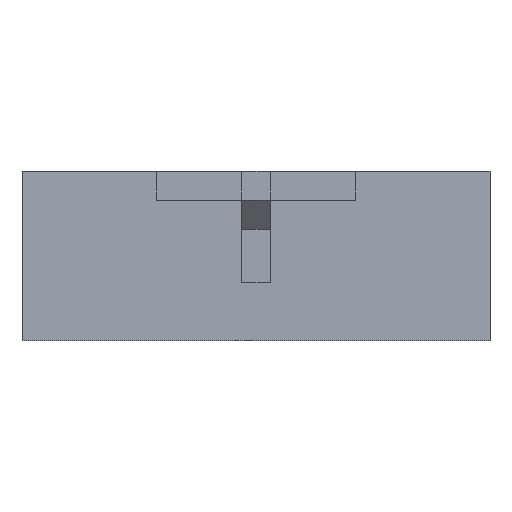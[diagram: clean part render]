
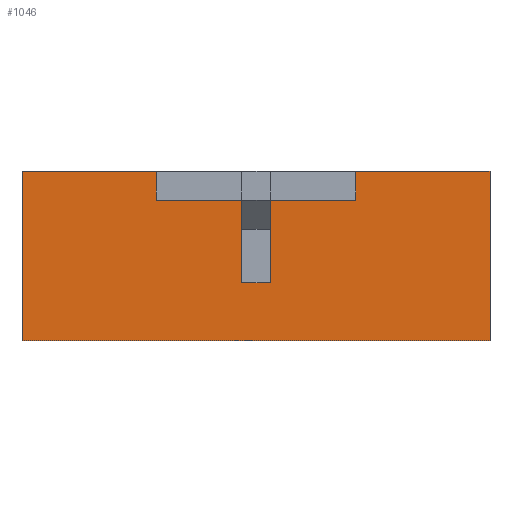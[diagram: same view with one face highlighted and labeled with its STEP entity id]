
A CAD part, left-side view. The second image highlights one B-rep face of the part: STEP entity #1046.
In plain terms, the highlighted planar face has unit normal (-1, 0, 0).
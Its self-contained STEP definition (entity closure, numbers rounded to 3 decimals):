
#773 = EDGE_CURVE('',#774,#776,#778,.T.);
#774 = VERTEX_POINT('',#775);
#775 = CARTESIAN_POINT('',(-17.26,-10.5,3.8));
#776 = VERTEX_POINT('',#777);
#777 = CARTESIAN_POINT('',(-17.26,-4.475,
    3.8));
#778 = LINE('',#779,#780);
#779 = CARTESIAN_POINT('',(-17.26,-8.3,
    3.8));
#780 = VECTOR('',#781,1.);
#781 = DIRECTION('',(0.,1.,0.));
#816 = VERTEX_POINT('',#817);
#817 = CARTESIAN_POINT('',(-17.26,10.5,3.8));
#823 = EDGE_CURVE('',#824,#816,#826,.T.);
#824 = VERTEX_POINT('',#825);
#825 = CARTESIAN_POINT('',(-17.26,4.475,3.8
    ));
#826 = LINE('',#827,#828);
#827 = CARTESIAN_POINT('',(-17.26,8.3,3.8
    ));
#828 = VECTOR('',#829,1.);
#829 = DIRECTION('',(0.,1.,0.));
#957 = VERTEX_POINT('',#958);
#958 = CARTESIAN_POINT('',(-17.26,4.475,2.5));
#964 = EDGE_CURVE('',#957,#965,#967,.T.);
#965 = VERTEX_POINT('',#966);
#966 = CARTESIAN_POINT('',(-17.26,0.65,2.5));
#967 = LINE('',#968,#969);
#968 = CARTESIAN_POINT('',(-17.26,4.475,2.5));
#969 = VECTOR('',#970,1.);
#970 = DIRECTION('',(0.,-1.,0.));
#995 = VERTEX_POINT('',#996);
#996 = CARTESIAN_POINT('',(-17.26,-4.475,2.5));
#1012 = VERTEX_POINT('',#1013);
#1013 = CARTESIAN_POINT('',(-17.26,-0.65,2.5));
#1019 = EDGE_CURVE('',#1012,#995,#1020,.T.);
#1020 = LINE('',#1021,#1022);
#1021 = CARTESIAN_POINT('',(-17.26,-0.65,2.5));
#1022 = VECTOR('',#1023,1.);
#1023 = DIRECTION('',(0.,-1.,0.));
#1035 = EDGE_CURVE('',#824,#957,#1036,.T.);
#1036 = LINE('',#1037,#1038);
#1037 = CARTESIAN_POINT('',(-17.26,4.475,
    3.8));
#1038 = VECTOR('',#1039,1.);
#1039 = DIRECTION('',(0.,0.,-1.));
#1046 = ADVANCED_FACE('',(#1047),#1104,.T.);
#1047 = FACE_BOUND('',#1048,.T.);
#1048 = EDGE_LOOP('',(#1049,#1057,#1058,#1059,#1060,#1068,#1076,#1082,
    #1083,#1089,#1090,#1098));
#1049 = ORIENTED_EDGE('',*,*,#1050,.T.);
#1050 = EDGE_CURVE('',#1051,#965,#1053,.T.);
#1051 = VERTEX_POINT('',#1052);
#1052 = CARTESIAN_POINT('',(-17.26,0.65,
    -1.2));
#1053 = LINE('',#1054,#1055);
#1054 = CARTESIAN_POINT('',(-17.26,0.65,
    -1.2));
#1055 = VECTOR('',#1056,1.);
#1056 = DIRECTION('',(0.,0.,1.));
#1057 = ORIENTED_EDGE('',*,*,#964,.F.);
#1058 = ORIENTED_EDGE('',*,*,#1035,.F.);
#1059 = ORIENTED_EDGE('',*,*,#823,.T.);
#1060 = ORIENTED_EDGE('',*,*,#1061,.T.);
#1061 = EDGE_CURVE('',#816,#1062,#1064,.T.);
#1062 = VERTEX_POINT('',#1063);
#1063 = CARTESIAN_POINT('',(-17.26,10.5,-3.8));
#1064 = LINE('',#1065,#1066);
#1065 = CARTESIAN_POINT('',(-17.26,10.5,3.8));
#1066 = VECTOR('',#1067,1.);
#1067 = DIRECTION('',(0.,0.,-1.));
#1068 = ORIENTED_EDGE('',*,*,#1069,.F.);
#1069 = EDGE_CURVE('',#1070,#1062,#1072,.T.);
#1070 = VERTEX_POINT('',#1071);
#1071 = CARTESIAN_POINT('',(-17.26,-10.5,-3.8));
#1072 = LINE('',#1073,#1074);
#1073 = CARTESIAN_POINT('',(-17.26,8.3,
    -3.8));
#1074 = VECTOR('',#1075,1.);
#1075 = DIRECTION('',(0.,1.,0.));
#1076 = ORIENTED_EDGE('',*,*,#1077,.T.);
#1077 = EDGE_CURVE('',#1070,#774,#1078,.T.);
#1078 = LINE('',#1079,#1080);
#1079 = CARTESIAN_POINT('',(-17.26,-10.5,-3.8));
#1080 = VECTOR('',#1081,1.);
#1081 = DIRECTION('',(0.,0.,1.));
#1082 = ORIENTED_EDGE('',*,*,#773,.T.);
#1083 = ORIENTED_EDGE('',*,*,#1084,.F.);
#1084 = EDGE_CURVE('',#995,#776,#1085,.T.);
#1085 = LINE('',#1086,#1087);
#1086 = CARTESIAN_POINT('',(-17.26,-4.475,2.5));
#1087 = VECTOR('',#1088,1.);
#1088 = DIRECTION('',(0.,0.,1.));
#1089 = ORIENTED_EDGE('',*,*,#1019,.F.);
#1090 = ORIENTED_EDGE('',*,*,#1091,.T.);
#1091 = EDGE_CURVE('',#1012,#1092,#1094,.T.);
#1092 = VERTEX_POINT('',#1093);
#1093 = CARTESIAN_POINT('',(-17.26,-0.65,
    -1.2));
#1094 = LINE('',#1095,#1096);
#1095 = CARTESIAN_POINT('',(-17.26,-0.65,2.5));
#1096 = VECTOR('',#1097,1.);
#1097 = DIRECTION('',(0.,0.,-1.));
#1098 = ORIENTED_EDGE('',*,*,#1099,.T.);
#1099 = EDGE_CURVE('',#1092,#1051,#1100,.T.);
#1100 = LINE('',#1101,#1102);
#1101 = CARTESIAN_POINT('',(-17.26,-0.65,
    -1.2));
#1102 = VECTOR('',#1103,1.);
#1103 = DIRECTION('',(0.,1.,0.));
#1104 = PLANE('',#1105);
#1105 = AXIS2_PLACEMENT_3D('',#1106,#1107,#1108);
#1106 = CARTESIAN_POINT('',(-17.26,0.,
    -0.051));
#1107 = DIRECTION('',(-1.,-0.,-0.));
#1108 = DIRECTION('',(0.,0.,-1.));
